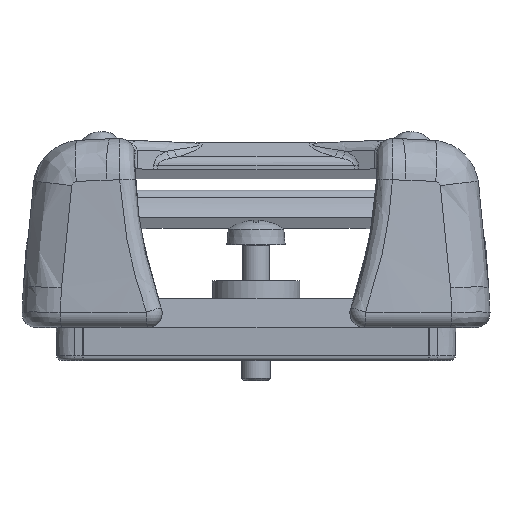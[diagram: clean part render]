
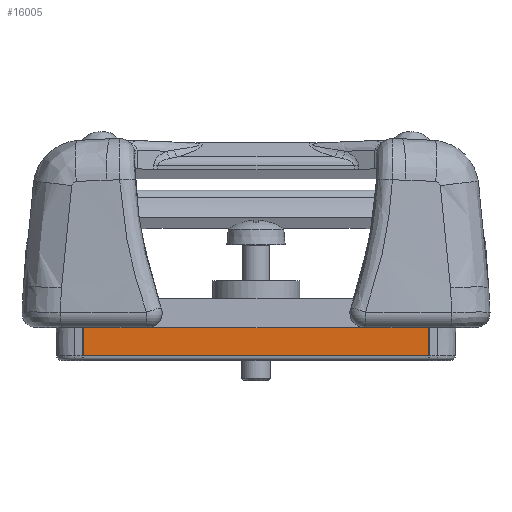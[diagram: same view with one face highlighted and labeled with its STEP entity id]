
A CAD part, front view. The second image highlights one B-rep face of the part: STEP entity #16005.
In plain terms, the highlighted face is planar.
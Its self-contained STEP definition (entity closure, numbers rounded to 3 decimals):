
#6135=CARTESIAN_POINT('',(-17.782,37.6,3.));
#6136=VERTEX_POINT('',#6135);
#6143=CARTESIAN_POINT('',(17.782,37.6,3.));
#6144=VERTEX_POINT('',#6143);
#6145=CARTESIAN_POINT('',(-17.782,37.6,3.));
#6146=DIRECTION('',(1.0,0.0,0.0));
#6147=VECTOR('',#6146,35.564);
#6148=LINE('',#6145,#6147);
#6149=EDGE_CURVE('',#6136,#6144,#6148,.T.);
#15322=CARTESIAN_POINT('',(17.779,37.549,5.909));
#15323=VERTEX_POINT('',#15322);
#15324=CARTESIAN_POINT('',(-17.779,37.549,5.909));
#15325=VERTEX_POINT('',#15324);
#15326=CARTESIAN_POINT('',(17.779,37.549,5.909));
#15327=DIRECTION('',(-1.0,0.0,0.0));
#15328=VECTOR('',#15327,35.558);
#15329=LINE('',#15326,#15328);
#15330=EDGE_CURVE('',#15323,#15325,#15329,.T.);
#15978=CARTESIAN_POINT('',(-17.779,37.549,5.909));
#15979=DIRECTION('',(-0.001,0.017,-1.));
#15980=VECTOR('',#15979,2.909);
#15981=LINE('',#15978,#15980);
#15982=EDGE_CURVE('',#15325,#6136,#15981,.T.);
#15989=CARTESIAN_POINT('',(17.731,37.6,3.));
#15990=DIRECTION('',(0.0,1.,0.017));
#15991=DIRECTION('',(0.0,-0.017,1.));
#15992=AXIS2_PLACEMENT_3D('',#15989,#15990,#15991);
#15993=PLANE('',#15992);
#15994=ORIENTED_EDGE('',*,*,#15330,.F.);
#15995=CARTESIAN_POINT('',(17.779,37.549,5.909));
#15996=DIRECTION('',(0.001,0.017,-1.));
#15997=VECTOR('',#15996,2.909);
#15998=LINE('',#15995,#15997);
#15999=EDGE_CURVE('',#15323,#6144,#15998,.T.);
#16000=ORIENTED_EDGE('',*,*,#15999,.T.);
#16001=ORIENTED_EDGE('',*,*,#6149,.F.);
#16002=ORIENTED_EDGE('',*,*,#15982,.F.);
#16003=EDGE_LOOP('',(#15994,#16000,#16001,#16002));
#16004=FACE_OUTER_BOUND('',#16003,.T.);
#16005=ADVANCED_FACE('',(#16004),#15993,.T.);
